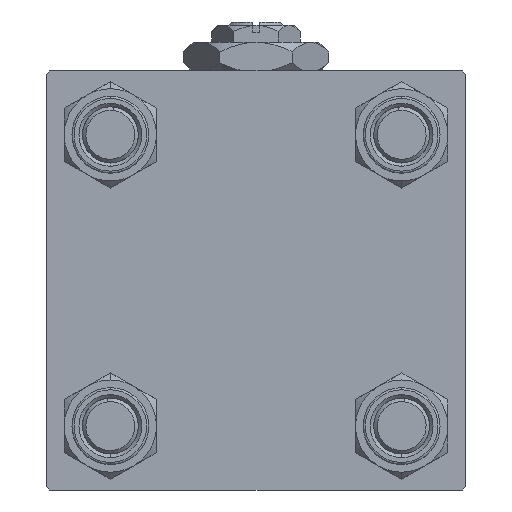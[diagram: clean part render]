
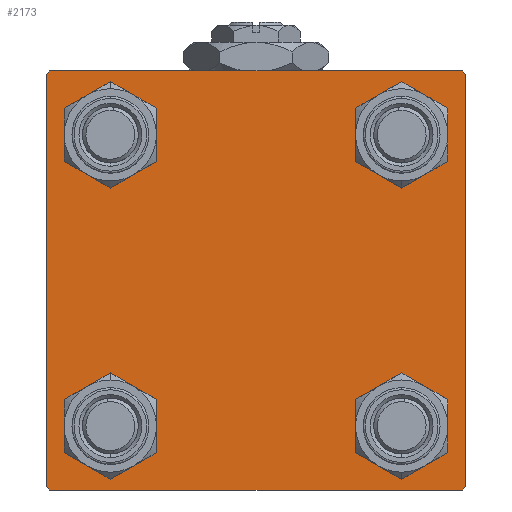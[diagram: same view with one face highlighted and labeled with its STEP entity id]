
A CAD part, left-side view. The second image highlights one B-rep face of the part: STEP entity #2173.
In plain terms, the highlighted planar face has unit normal (-1, 0, 0).
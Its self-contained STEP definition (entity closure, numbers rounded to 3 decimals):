
#140 = EDGE_CURVE ( 'NONE', #51132, #6020, #20221, .T. ) ;
#170 = CIRCLE ( 'NONE', #13695, 4.5 ) ;
#199 = CIRCLE ( 'NONE', #13725, 4.5 ) ;
#831 = ORIENTED_EDGE ( 'NONE', *, *, #20251, .F. ) ;
#860 = FACE_OUTER_BOUND ( 'NONE', #13456, .T. ) ;
#984 = DIRECTION ( 'NONE',  ( 0., 0., 1. ) ) ;
#1077 = VERTEX_POINT ( 'NONE', #6945 ) ;
#1482 = AXIS2_PLACEMENT_3D ( 'NONE', #23259, #11091, #14544 ) ;
#1648 = FACE_BOUND ( 'NONE', #36048, .T. ) ;
#1818 = LINE ( 'NONE', #41219, #10721 ) ;
#1836 = CARTESIAN_POINT ( 'NONE',  ( 0., -29.75, 29.75 ) ) ;
#1931 = CARTESIAN_POINT ( 'NONE',  ( 0., 20.85, 20.85 ) ) ;
#2173 = ADVANCED_FACE ( 'NONE', ( #17268, #5621, #1648, #13816, #860 ), #8791, .T. ) ;
#2236 = ORIENTED_EDGE ( 'NONE', *, *, #7123, .T. ) ;
#2563 = VERTEX_POINT ( 'NONE', #33026 ) ;
#3073 = CARTESIAN_POINT ( 'NONE',  ( 0., -29.75, -29.75 ) ) ;
#3132 = DIRECTION ( 'NONE',  ( 0., 0., 1. ) ) ;
#3537 = CARTESIAN_POINT ( 'NONE',  ( 0., 29.75, 29.75 ) ) ;
#4419 = VERTEX_POINT ( 'NONE', #15686 ) ;
#4663 = EDGE_CURVE ( 'NONE', #51132, #50157, #32832, .T. ) ;
#5059 = EDGE_CURVE ( 'NONE', #1077, #50157, #34338, .T. ) ;
#5480 = CARTESIAN_POINT ( 'NONE',  ( 0., -20.85, 20.85 ) ) ;
#5621 = FACE_BOUND ( 'NONE', #12410, .T. ) ;
#5876 = LINE ( 'NONE', #33625, #35844 ) ;
#6020 = VERTEX_POINT ( 'NONE', #11593 ) ;
#6128 = EDGE_CURVE ( 'NONE', #19712, #7026, #199, .T. ) ;
#6477 = VERTEX_POINT ( 'NONE', #20521 ) ;
#6509 = DIRECTION ( 'NONE',  ( 0., 0., -1. ) ) ;
#6945 = CARTESIAN_POINT ( 'NONE',  ( 0., -30., 29.5 ) ) ;
#7026 = VERTEX_POINT ( 'NONE', #47456 ) ;
#7075 = EDGE_CURVE ( 'NONE', #6020, #32926, #10987, .T. ) ;
#7123 = EDGE_CURVE ( 'NONE', #32926, #42693, #37541, .T. ) ;
#7199 = CARTESIAN_POINT ( 'NONE',  ( 0., -20.85, -25.35 ) ) ;
#7300 = DIRECTION ( 'NONE',  ( 0., -0.707, 0.707 ) ) ;
#7358 = DIRECTION ( 'NONE',  ( 1., 0., 0. ) ) ;
#8493 = ORIENTED_EDGE ( 'NONE', *, *, #24492, .T. ) ;
#8791 = PLANE ( 'NONE',  #23922 ) ;
#8990 = CARTESIAN_POINT ( 'NONE',  ( 0., 20.85, 16.35 ) ) ;
#9575 = DIRECTION ( 'NONE',  ( 0., -1., 0. ) ) ;
#9602 = VERTEX_POINT ( 'NONE', #45892 ) ;
#9707 = DIRECTION ( 'NONE',  ( 1., 0., 0. ) ) ;
#9933 = DIRECTION ( 'NONE',  ( 1., 0., 0. ) ) ;
#10049 = ORIENTED_EDGE ( 'NONE', *, *, #17516, .T. ) ;
#10211 = AXIS2_PLACEMENT_3D ( 'NONE', #1931, #22293, #46355 ) ;
#10366 = VERTEX_POINT ( 'NONE', #19379 ) ;
#10721 = VECTOR ( 'NONE', #33801, 1000. ) ;
#10987 = LINE ( 'NONE', #30297, #32252 ) ;
#11091 = DIRECTION ( 'NONE',  ( 1., 0., 0. ) ) ;
#11593 = CARTESIAN_POINT ( 'NONE',  ( 0., 30., 29.5 ) ) ;
#11862 = VERTEX_POINT ( 'NONE', #25306 ) ;
#12410 = EDGE_LOOP ( 'NONE', ( #10049, #16677 ) ) ;
#12760 = DIRECTION ( 'NONE',  ( 0., 0., 1. ) ) ;
#13456 = EDGE_LOOP ( 'NONE', ( #22307, #2236, #43329, #8493, #831, #14283, #42908, #43060 ) ) ;
#13695 = AXIS2_PLACEMENT_3D ( 'NONE', #36903, #40353, #48550 ) ;
#13725 = AXIS2_PLACEMENT_3D ( 'NONE', #24012, #7358, #3132 ) ;
#13816 = FACE_BOUND ( 'NONE', #21965, .T. ) ;
#14283 = ORIENTED_EDGE ( 'NONE', *, *, #5059, .T. ) ;
#14544 = DIRECTION ( 'NONE',  ( 0., 0., 1. ) ) ;
#15197 = EDGE_CURVE ( 'NONE', #42693, #2563, #5876, .T. ) ;
#15686 = CARTESIAN_POINT ( 'NONE',  ( 0., -20.85, 16.35 ) ) ;
#16041 = VERTEX_POINT ( 'NONE', #26016 ) ;
#16677 = ORIENTED_EDGE ( 'NONE', *, *, #6128, .T. ) ;
#16744 = CARTESIAN_POINT ( 'NONE',  ( 0., 0., 0. ) ) ;
#17268 = FACE_BOUND ( 'NONE', #23880, .T. ) ;
#17516 = EDGE_CURVE ( 'NONE', #7026, #19712, #30819, .T. ) ;
#17577 = EDGE_CURVE ( 'NONE', #4419, #11862, #34225, .T. ) ;
#19279 = DIRECTION ( 'NONE',  ( 1., 0., 0. ) ) ;
#19379 = CARTESIAN_POINT ( 'NONE',  ( 0., 20.85, -16.35 ) ) ;
#19421 = ORIENTED_EDGE ( 'NONE', *, *, #31425, .T. ) ;
#19712 = VERTEX_POINT ( 'NONE', #7199 ) ;
#19741 = CARTESIAN_POINT ( 'NONE',  ( 0., 30., -29.5 ) ) ;
#20067 = CARTESIAN_POINT ( 'NONE',  ( 0., -20.85, 20.85 ) ) ;
#20221 = LINE ( 'NONE', #3537, #29773 ) ;
#20251 = EDGE_CURVE ( 'NONE', #1077, #9602, #1818, .T. ) ;
#20521 = CARTESIAN_POINT ( 'NONE',  ( 0., 20.85, 25.35 ) ) ;
#21628 = EDGE_CURVE ( 'NONE', #11862, #4419, #41976, .T. ) ;
#21699 = ORIENTED_EDGE ( 'NONE', *, *, #30116, .T. ) ;
#21757 = DIRECTION ( 'NONE',  ( -1., 0., 0. ) ) ;
#21965 = EDGE_LOOP ( 'NONE', ( #44311, #19421 ) ) ;
#22067 = CIRCLE ( 'NONE', #10211, 4.5 ) ;
#22293 = DIRECTION ( 'NONE',  ( 1., 0., 0. ) ) ;
#22307 = ORIENTED_EDGE ( 'NONE', *, *, #7075, .T. ) ;
#23074 = ORIENTED_EDGE ( 'NONE', *, *, #21628, .T. ) ;
#23259 = CARTESIAN_POINT ( 'NONE',  ( 0., 20.85, -20.85 ) ) ;
#23880 = EDGE_LOOP ( 'NONE', ( #23074, #38122 ) ) ;
#23922 = AXIS2_PLACEMENT_3D ( 'NONE', #16744, #21757, #12760 ) ;
#24012 = CARTESIAN_POINT ( 'NONE',  ( 0., -20.85, -20.85 ) ) ;
#24422 = DIRECTION ( 'NONE',  ( 0., 0.707, -0.707 ) ) ;
#24492 = EDGE_CURVE ( 'NONE', #2563, #9602, #51961, .T. ) ;
#24788 = DIRECTION ( 'NONE',  ( 0., 0., 1. ) ) ;
#24946 = AXIS2_PLACEMENT_3D ( 'NONE', #47274, #19279, #51495 ) ;
#25306 = CARTESIAN_POINT ( 'NONE',  ( 0., -20.85, 25.35 ) ) ;
#26016 = CARTESIAN_POINT ( 'NONE',  ( 0., 20.85, -25.35 ) ) ;
#26198 = EDGE_CURVE ( 'NONE', #16041, #10366, #34405, .T. ) ;
#29069 = CARTESIAN_POINT ( 'NONE',  ( 0., 29.75, -29.75 ) ) ;
#29275 = VECTOR ( 'NONE', #7300, 1000. ) ;
#29773 = VECTOR ( 'NONE', #24422, 1000. ) ;
#30116 = EDGE_CURVE ( 'NONE', #10366, #16041, #37093, .T. ) ;
#30297 = CARTESIAN_POINT ( 'NONE',  ( 0., 30., 30. ) ) ;
#30819 = CIRCLE ( 'NONE', #24946, 4.5 ) ;
#31425 = EDGE_CURVE ( 'NONE', #50599, #6477, #22067, .T. ) ;
#32252 = VECTOR ( 'NONE', #6509, 1000. ) ;
#32764 = CARTESIAN_POINT ( 'NONE',  ( 0., 29.5, -30. ) ) ;
#32832 = LINE ( 'NONE', #45791, #49096 ) ;
#32926 = VERTEX_POINT ( 'NONE', #19741 ) ;
#33026 = CARTESIAN_POINT ( 'NONE',  ( 0., -29.5, -30. ) ) ;
#33625 = CARTESIAN_POINT ( 'NONE',  ( 0., 30., -30. ) ) ;
#33801 = DIRECTION ( 'NONE',  ( 0., 0., -1. ) ) ;
#33820 = DIRECTION ( 'NONE',  ( 0., -0.707, -0.707 ) ) ;
#33889 = EDGE_CURVE ( 'NONE', #6477, #50599, #170, .T. ) ;
#33928 = VECTOR ( 'NONE', #35310, 1000. ) ;
#34225 = CIRCLE ( 'NONE', #37599, 4.5 ) ;
#34338 = LINE ( 'NONE', #1836, #33928 ) ;
#34405 = CIRCLE ( 'NONE', #1482, 4.5 ) ;
#35310 = DIRECTION ( 'NONE',  ( 0., 0.707, 0.707 ) ) ;
#35844 = VECTOR ( 'NONE', #46322, 1000. ) ;
#36048 = EDGE_LOOP ( 'NONE', ( #21699, #50911 ) ) ;
#36490 = VECTOR ( 'NONE', #33820, 1000. ) ;
#36903 = CARTESIAN_POINT ( 'NONE',  ( 0., 20.85, 20.85 ) ) ;
#37093 = CIRCLE ( 'NONE', #42155, 4.5 ) ;
#37541 = LINE ( 'NONE', #29069, #36490 ) ;
#37599 = AXIS2_PLACEMENT_3D ( 'NONE', #20067, #39864, #24788 ) ;
#38122 = ORIENTED_EDGE ( 'NONE', *, *, #17577, .T. ) ;
#38614 = AXIS2_PLACEMENT_3D ( 'NONE', #5480, #9707, #984 ) ;
#39864 = DIRECTION ( 'NONE',  ( 1., 0., 0. ) ) ;
#40353 = DIRECTION ( 'NONE',  ( 1., 0., 0. ) ) ;
#41219 = CARTESIAN_POINT ( 'NONE',  ( 0., -30., 30. ) ) ;
#41976 = CIRCLE ( 'NONE', #38614, 4.5 ) ;
#42155 = AXIS2_PLACEMENT_3D ( 'NONE', #46403, #9933, #42689 ) ;
#42665 = CARTESIAN_POINT ( 'NONE',  ( 0., -29.5, 30. ) ) ;
#42689 = DIRECTION ( 'NONE',  ( 0., 0., 1. ) ) ;
#42693 = VERTEX_POINT ( 'NONE', #32764 ) ;
#42908 = ORIENTED_EDGE ( 'NONE', *, *, #4663, .F. ) ;
#43060 = ORIENTED_EDGE ( 'NONE', *, *, #140, .T. ) ;
#43329 = ORIENTED_EDGE ( 'NONE', *, *, #15197, .T. ) ;
#44311 = ORIENTED_EDGE ( 'NONE', *, *, #33889, .T. ) ;
#45791 = CARTESIAN_POINT ( 'NONE',  ( 0., 30., 30. ) ) ;
#45892 = CARTESIAN_POINT ( 'NONE',  ( 0., -30., -29.5 ) ) ;
#46322 = DIRECTION ( 'NONE',  ( 0., -1., 0. ) ) ;
#46355 = DIRECTION ( 'NONE',  ( 0., 0., 1. ) ) ;
#46403 = CARTESIAN_POINT ( 'NONE',  ( 0., 20.85, -20.85 ) ) ;
#47274 = CARTESIAN_POINT ( 'NONE',  ( 0., -20.85, -20.85 ) ) ;
#47456 = CARTESIAN_POINT ( 'NONE',  ( 0., -20.85, -16.35 ) ) ;
#48550 = DIRECTION ( 'NONE',  ( 0., 0., 1. ) ) ;
#49096 = VECTOR ( 'NONE', #9575, 1000. ) ;
#50157 = VERTEX_POINT ( 'NONE', #42665 ) ;
#50599 = VERTEX_POINT ( 'NONE', #8990 ) ;
#50786 = CARTESIAN_POINT ( 'NONE',  ( 0., 29.5, 30. ) ) ;
#50911 = ORIENTED_EDGE ( 'NONE', *, *, #26198, .T. ) ;
#51132 = VERTEX_POINT ( 'NONE', #50786 ) ;
#51495 = DIRECTION ( 'NONE',  ( 0., 0., 1. ) ) ;
#51961 = LINE ( 'NONE', #3073, #29275 ) ;
